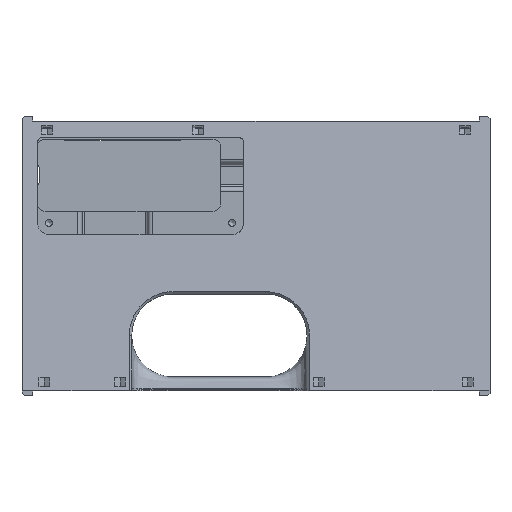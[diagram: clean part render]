
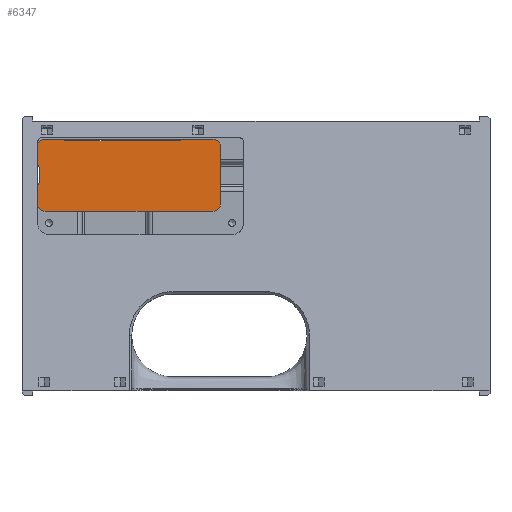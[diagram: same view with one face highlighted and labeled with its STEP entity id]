
A CAD part, front view. The second image highlights one B-rep face of the part: STEP entity #6347.
In plain terms, the highlighted planar face has unit normal (0, -1, 0).
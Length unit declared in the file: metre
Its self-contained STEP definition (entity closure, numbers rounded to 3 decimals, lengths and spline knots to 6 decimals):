
#331=CIRCLE('',#6806,0.005);
#339=CIRCLE('',#6823,0.00425);
#340=CIRCLE('',#6825,0.00425);
#341=CIRCLE('',#6827,0.005);
#342=CIRCLE('',#6828,0.0025);
#343=CIRCLE('',#6829,0.0025);
#344=CIRCLE('',#6830,0.005);
#345=CIRCLE('',#6831,0.005);
#346=CIRCLE('',#6832,0.00425);
#347=CIRCLE('',#6833,0.00425);
#561=LINE('',#9353,#1109);
#637=LINE('',#13005,#1185);
#642=LINE('',#13015,#1190);
#650=LINE('',#13036,#1198);
#655=LINE('',#13044,#1203);
#660=LINE('',#13061,#1208);
#661=LINE('',#13064,#1209);
#662=LINE('',#13066,#1210);
#663=LINE('',#13070,#1211);
#664=LINE('',#13074,#1212);
#665=LINE('',#13076,#1213);
#666=LINE('',#13081,#1214);
#667=LINE('',#13083,#1215);
#668=LINE('',#13087,#1216);
#669=LINE('',#13091,#1217);
#670=LINE('',#13093,#1218);
#1109=VECTOR('',#7435,1.);
#1185=VECTOR('',#7673,1.);
#1190=VECTOR('',#7682,1.);
#1198=VECTOR('',#7702,1.);
#1203=VECTOR('',#7707,1.);
#1208=VECTOR('',#7728,1.);
#1209=VECTOR('',#7731,1.);
#1210=VECTOR('',#7732,1.);
#1211=VECTOR('',#7735,1.);
#1212=VECTOR('',#7738,1.);
#1213=VECTOR('',#7739,1.);
#1214=VECTOR('',#7744,1.);
#1215=VECTOR('',#7745,1.);
#1216=VECTOR('',#7748,1.);
#1217=VECTOR('',#7751,1.);
#1218=VECTOR('',#7752,1.);
#1940=ORIENTED_EDGE('',*,*,#3820,.T.);
#1941=ORIENTED_EDGE('',*,*,#3824,.F.);
#1942=ORIENTED_EDGE('',*,*,#3822,.T.);
#1943=ORIENTED_EDGE('',*,*,#3793,.T.);
#1944=ORIENTED_EDGE('',*,*,#3815,.T.);
#1945=ORIENTED_EDGE('',*,*,#3825,.F.);
#1946=ORIENTED_EDGE('',*,*,#3826,.T.);
#1947=ORIENTED_EDGE('',*,*,#3827,.F.);
#1948=ORIENTED_EDGE('',*,*,#3828,.T.);
#1949=ORIENTED_EDGE('',*,*,#3829,.T.);
#1950=ORIENTED_EDGE('',*,*,#3830,.T.);
#1951=ORIENTED_EDGE('',*,*,#3831,.F.);
#1952=ORIENTED_EDGE('',*,*,#3832,.T.);
#1953=ORIENTED_EDGE('',*,*,#3833,.F.);
#1954=ORIENTED_EDGE('',*,*,#3638,.F.);
#1955=ORIENTED_EDGE('',*,*,#3834,.F.);
#1956=ORIENTED_EDGE('',*,*,#3835,.F.);
#1957=ORIENTED_EDGE('',*,*,#3836,.F.);
#1958=ORIENTED_EDGE('',*,*,#3837,.F.);
#1959=ORIENTED_EDGE('',*,*,#3838,.F.);
#1960=ORIENTED_EDGE('',*,*,#3839,.F.);
#1961=ORIENTED_EDGE('',*,*,#3840,.T.);
#1962=ORIENTED_EDGE('',*,*,#3841,.F.);
#1963=ORIENTED_EDGE('',*,*,#3781,.F.);
#1964=ORIENTED_EDGE('',*,*,#3810,.T.);
#1965=ORIENTED_EDGE('',*,*,#3799,.F.);
#3638=EDGE_CURVE('',#4598,#4599,#561,.T.);
#3781=EDGE_CURVE('',#4715,#4716,#331,.T.);
#3793=EDGE_CURVE('',#4726,#4725,#637,.T.);
#3799=EDGE_CURVE('',#4728,#4729,#642,.T.);
#3810=EDGE_CURVE('',#4715,#4729,#650,.T.);
#3815=EDGE_CURVE('',#4725,#4738,#655,.T.);
#3820=EDGE_CURVE('',#4728,#4741,#339,.T.);
#3822=EDGE_CURVE('',#4742,#4726,#340,.T.);
#3824=EDGE_CURVE('',#4742,#4741,#660,.T.);
#3825=EDGE_CURVE('',#4743,#4738,#341,.T.);
#3826=EDGE_CURVE('',#4743,#4744,#661,.T.);
#3827=EDGE_CURVE('',#4745,#4744,#662,.T.);
#3828=EDGE_CURVE('',#4745,#4746,#342,.T.);
#3829=EDGE_CURVE('',#4746,#4747,#663,.T.);
#3830=EDGE_CURVE('',#4747,#4748,#343,.T.);
#3831=EDGE_CURVE('',#4749,#4748,#664,.T.);
#3832=EDGE_CURVE('',#4749,#4750,#665,.T.);
#3833=EDGE_CURVE('',#4599,#4750,#344,.T.);
#3834=EDGE_CURVE('',#4751,#4598,#345,.T.);
#3835=EDGE_CURVE('',#4752,#4751,#666,.T.);
#3836=EDGE_CURVE('',#4753,#4752,#667,.T.);
#3837=EDGE_CURVE('',#4754,#4753,#346,.F.);
#3838=EDGE_CURVE('',#4755,#4754,#668,.T.);
#3839=EDGE_CURVE('',#4756,#4755,#347,.F.);
#3840=EDGE_CURVE('',#4756,#4757,#669,.T.);
#3841=EDGE_CURVE('',#4716,#4757,#670,.T.);
#4598=VERTEX_POINT('',#9352);
#4599=VERTEX_POINT('',#9354);
#4715=VERTEX_POINT('',#12979);
#4716=VERTEX_POINT('',#12981);
#4725=VERTEX_POINT('',#13004);
#4726=VERTEX_POINT('',#13006);
#4728=VERTEX_POINT('',#13014);
#4729=VERTEX_POINT('',#13016);
#4738=VERTEX_POINT('',#13043);
#4741=VERTEX_POINT('',#13054);
#4742=VERTEX_POINT('',#13058);
#4743=VERTEX_POINT('',#13063);
#4744=VERTEX_POINT('',#13065);
#4745=VERTEX_POINT('',#13067);
#4746=VERTEX_POINT('',#13069);
#4747=VERTEX_POINT('',#13071);
#4748=VERTEX_POINT('',#13073);
#4749=VERTEX_POINT('',#13075);
#4750=VERTEX_POINT('',#13077);
#4751=VERTEX_POINT('',#13080);
#4752=VERTEX_POINT('',#13082);
#4753=VERTEX_POINT('',#13084);
#4754=VERTEX_POINT('',#13086);
#4755=VERTEX_POINT('',#13088);
#4756=VERTEX_POINT('',#13090);
#4757=VERTEX_POINT('',#13092);
#5308=EDGE_LOOP('',(#1940,#1941,#1942,#1943,#1944,#1945,#1946,#1947,#1948,
#1949,#1950,#1951,#1952,#1953,#1954,#1955,#1956,#1957,#1958,#1959,#1960,
#1961,#1962,#1963,#1964,#1965));
#5746=FACE_BOUND('',#5308,.T.);
#6158=PLANE('',#6826);
#6347=ADVANCED_FACE('',(#5746),#6158,.F.);
#6806=AXIS2_PLACEMENT_3D('',#12980,#7653,#7654);
#6823=AXIS2_PLACEMENT_3D('',#13053,#7718,#7719);
#6825=AXIS2_PLACEMENT_3D('',#13057,#7723,#7724);
#6826=AXIS2_PLACEMENT_3D('',#13060,#7726,#7727);
#6827=AXIS2_PLACEMENT_3D('',#13062,#7729,#7730);
#6828=AXIS2_PLACEMENT_3D('',#13068,#7733,#7734);
#6829=AXIS2_PLACEMENT_3D('',#13072,#7736,#7737);
#6830=AXIS2_PLACEMENT_3D('',#13078,#7740,#7741);
#6831=AXIS2_PLACEMENT_3D('',#13079,#7742,#7743);
#6832=AXIS2_PLACEMENT_3D('',#13085,#7746,#7747);
#6833=AXIS2_PLACEMENT_3D('',#13089,#7749,#7750);
#7435=DIRECTION('',(0.,0.,-1.));
#7653=DIRECTION('',(0.,1.,0.));
#7654=DIRECTION('',(0.,0.,1.));
#7673=DIRECTION('',(1.,0.,0.));
#7682=DIRECTION('',(1.,0.,0.));
#7702=DIRECTION('',(0.,0.,-1.));
#7707=DIRECTION('',(0.,0.,-1.));
#7718=DIRECTION('',(0.,1.,0.));
#7719=DIRECTION('',(0.,0.,1.));
#7723=DIRECTION('',(0.,1.,0.));
#7724=DIRECTION('',(0.,0.,1.));
#7726=DIRECTION('',(0.,1.,0.));
#7727=DIRECTION('',(1.,0.,0.));
#7728=DIRECTION('',(0.,0.,1.));
#7729=DIRECTION('',(0.,1.,0.));
#7730=DIRECTION('',(0.,0.,1.));
#7731=DIRECTION('',(1.,0.,0.));
#7732=DIRECTION('',(0.,0.,1.));
#7733=DIRECTION('',(0.,1.,0.));
#7734=DIRECTION('',(0.,0.,1.));
#7735=DIRECTION('',(1.,0.,0.));
#7736=DIRECTION('',(0.,1.,0.));
#7737=DIRECTION('',(0.,0.,1.));
#7738=DIRECTION('',(0.,0.,-1.));
#7739=DIRECTION('',(1.,0.,0.));
#7740=DIRECTION('',(0.,1.,0.));
#7741=DIRECTION('',(0.,0.,1.));
#7742=DIRECTION('',(0.,1.,0.));
#7743=DIRECTION('',(0.,0.,1.));
#7744=DIRECTION('',(1.,0.,0.));
#7745=DIRECTION('',(0.,0.,-1.));
#7746=DIRECTION('',(0.,1.,0.));
#7747=DIRECTION('',(0.,0.,1.));
#7748=DIRECTION('',(1.,0.,0.));
#7749=DIRECTION('',(0.,1.,0.));
#7750=DIRECTION('',(0.,0.,1.));
#7751=DIRECTION('',(0.,0.,-1.));
#7752=DIRECTION('',(1.,0.,0.));
#9352=CARTESIAN_POINT('',(-0.02305,-0.0039,0.054144));
#9353=CARTESIAN_POINT('',(-0.02305,-0.0039,0.035644));
#9354=CARTESIAN_POINT('',(-0.02305,-0.0039,0.017144));
#12979=CARTESIAN_POINT('',(-0.14205,-0.0039,0.054144));
#12980=CARTESIAN_POINT('',(-0.13705,-0.0039,0.054144));
#12981=CARTESIAN_POINT('',(-0.13705,-0.0039,0.059144));
#13004=CARTESIAN_POINT('',(-0.14205,-0.0039,0.027144));
#13005=CARTESIAN_POINT('',(-0.1668,-0.0039,0.027144));
#13006=CARTESIAN_POINT('',(-0.14505,-0.0039,0.027144));
#13014=CARTESIAN_POINT('',(-0.14505,-0.0039,0.044144));
#13015=CARTESIAN_POINT('',(-0.1668,-0.0039,0.044144));
#13016=CARTESIAN_POINT('',(-0.14205,-0.0039,0.044144));
#13036=CARTESIAN_POINT('',(-0.14205,-0.0039,0.035644));
#13043=CARTESIAN_POINT('',(-0.14205,-0.0039,0.017144));
#13044=CARTESIAN_POINT('',(-0.14205,-0.0039,0.035644));
#13053=CARTESIAN_POINT('',(-0.14505,-0.0039,0.039894));
#13054=CARTESIAN_POINT('',(-0.1408,-0.0039,0.039894));
#13057=CARTESIAN_POINT('',(-0.14505,-0.0039,0.031394));
#13058=CARTESIAN_POINT('',(-0.1408,-0.0039,0.031394));
#13060=CARTESIAN_POINT('',(-0.08255,-0.0039,0.035644));
#13061=CARTESIAN_POINT('',(-0.1408,-0.0039,0.035644));
#13062=CARTESIAN_POINT('',(-0.13705,-0.0039,0.017144));
#13063=CARTESIAN_POINT('',(-0.13705,-0.0039,0.012144));
#13064=CARTESIAN_POINT('',(-0.08255,-0.0039,0.012144));
#13065=CARTESIAN_POINT('',(-0.0589,-0.0039,0.012144));
#13066=CARTESIAN_POINT('',(-0.0589,-0.0039,0.000144));
#13067=CARTESIAN_POINT('',(-0.0589,-0.0039,0.009644));
#13068=CARTESIAN_POINT('',(-0.0564,-0.0039,0.009644));
#13069=CARTESIAN_POINT('',(-0.0564,-0.0039,0.012144));
#13070=CARTESIAN_POINT('',(-0.08255,-0.0039,0.012144));
#13071=CARTESIAN_POINT('',(-0.0314,-0.0039,0.012144));
#13072=CARTESIAN_POINT('',(-0.0314,-0.0039,0.009644));
#13073=CARTESIAN_POINT('',(-0.0289,-0.0039,0.009644));
#13074=CARTESIAN_POINT('',(-0.0289,-0.0039,0.000144));
#13075=CARTESIAN_POINT('',(-0.0289,-0.0039,0.012144));
#13076=CARTESIAN_POINT('',(-0.08255,-0.0039,0.012144));
#13077=CARTESIAN_POINT('',(-0.02805,-0.0039,0.012144));
#13078=CARTESIAN_POINT('',(-0.02805,-0.0039,0.017144));
#13079=CARTESIAN_POINT('',(-0.02805,-0.0039,0.054144));
#13080=CARTESIAN_POINT('',(-0.02805,-0.0039,0.059144));
#13081=CARTESIAN_POINT('',(-0.08255,-0.0039,0.059144));
#13082=CARTESIAN_POINT('',(-0.04675,-0.0039,0.059144));
#13083=CARTESIAN_POINT('',(-0.04675,-0.0039,0.070197));
#13084=CARTESIAN_POINT('',(-0.04675,-0.0039,0.062144));
#13085=CARTESIAN_POINT('',(-0.051,-0.0039,0.062144));
#13086=CARTESIAN_POINT('',(-0.051,-0.0039,0.057894));
#13087=CARTESIAN_POINT('',(-0.08665,-0.0039,0.057894));
#13088=CARTESIAN_POINT('',(-0.1223,-0.0039,0.057894));
#13089=CARTESIAN_POINT('',(-0.1223,-0.0039,0.062144));
#13090=CARTESIAN_POINT('',(-0.12655,-0.0039,0.062144));
#13091=CARTESIAN_POINT('',(-0.12655,-0.0039,0.070197));
#13092=CARTESIAN_POINT('',(-0.12655,-0.0039,0.059144));
#13093=CARTESIAN_POINT('',(-0.08255,-0.0039,0.059144));
